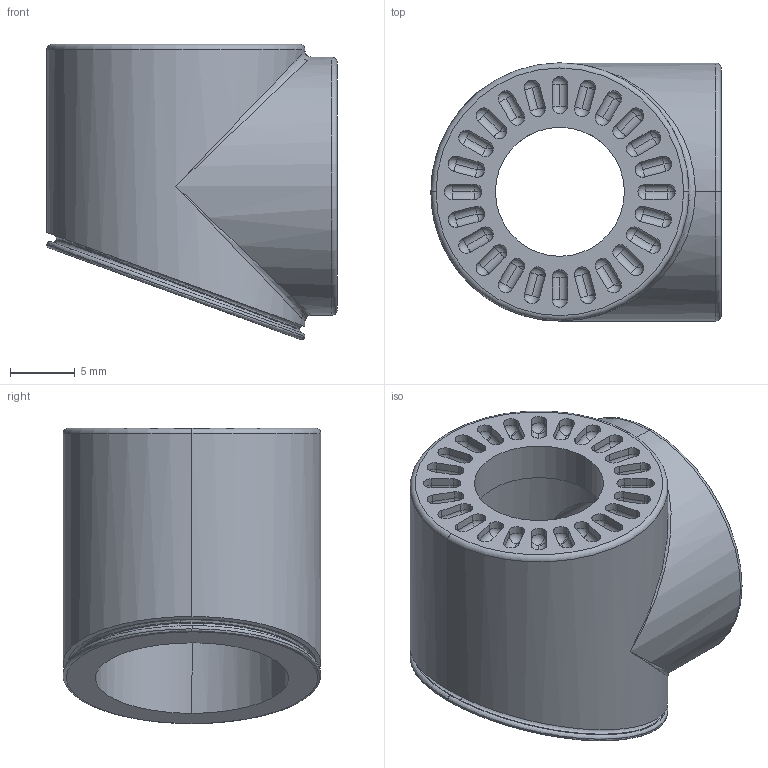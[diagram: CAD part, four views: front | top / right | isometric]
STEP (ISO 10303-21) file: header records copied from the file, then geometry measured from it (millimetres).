
FILE_DESCRIPTION (( 'STEP AP203' ), '1' );
FILE_NAME ('J2.STEP', '2024-09-27T09:31:14', ( '' ), ( '' ), 'SwSTEP 2.0', 'SolidWorks 2022', '' );
FILE_SCHEMA (( 'CONFIG_CONTROL_DESIGN' ));
Length unit declared in the file: millimetre
Products named in the file (1): J2
Bounding box: 22.5 x 20 x 22.89 mm (x, y, z)
Volume: 3684.4 mm3; surface area: 3058.8 mm2
Topology: 1 solids, 1 shells, 268 faces, 670 edges, 374 vertices
Faces by surface type: cylinder 128, sphere 70, plane 54, bspline 12, torus 4
Entity records: 8593 total; most frequent: CARTESIAN_POINT 2665, DIRECTION 1338, ORIENTED_EDGE 1140, EDGE_CURVE 570, AXIS2_PLACEMENT_3D 543, VERTEX_POINT 330, EDGE_LOOP 298, CIRCLE 286
